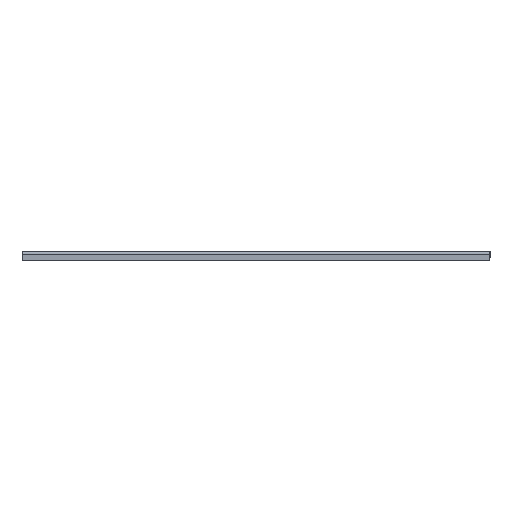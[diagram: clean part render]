
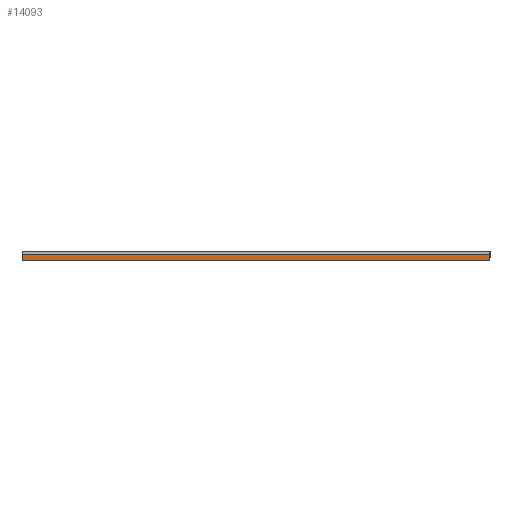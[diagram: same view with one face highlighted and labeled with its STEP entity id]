
A CAD part, front view. The second image highlights one B-rep face of the part: STEP entity #14093.
In plain terms, the highlighted planar face has unit normal (0, -1, 0).
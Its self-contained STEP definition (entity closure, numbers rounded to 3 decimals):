
#1137 = DIRECTION ( 'NONE',  ( 1., 0., 0. ) ) ;
#1469 = EDGE_LOOP ( 'NONE', ( #22612, #12747, #9678, #22063 ) ) ;
#2720 = DIRECTION ( 'NONE',  ( -1., 0., 0. ) ) ;
#2898 = CARTESIAN_POINT ( 'NONE',  ( 404.8, -118.24, -2.237 ) ) ;
#5742 = CARTESIAN_POINT ( 'NONE',  ( 404.8, -118.24, -8.04 ) ) ;
#7828 = LINE ( 'NONE', #11665, #13206 ) ;
#8061 = VECTOR ( 'NONE', #24372, 1000. ) ;
#8377 = VECTOR ( 'NONE', #25497, 1000. ) ;
#8555 = FACE_OUTER_BOUND ( 'NONE', #1469, .T. ) ;
#9678 = ORIENTED_EDGE ( 'NONE', *, *, #22607, .T. ) ;
#9875 = VERTEX_POINT ( 'NONE', #2898 ) ;
#10392 = VERTEX_POINT ( 'NONE', #19262 ) ;
#10883 = EDGE_CURVE ( 'NONE', #23688, #9875, #7828, .T. ) ;
#11567 = CARTESIAN_POINT ( 'NONE',  ( 0., -118.24, -2.237 ) ) ;
#11665 = CARTESIAN_POINT ( 'NONE',  ( 404.8, -118.24, 9.61 ) ) ;
#12747 = ORIENTED_EDGE ( 'NONE', *, *, #21991, .T. ) ;
#13206 = VECTOR ( 'NONE', #26129, 1000. ) ;
#13270 = CARTESIAN_POINT ( 'NONE',  ( -13.875, -118.24, -8.04 ) ) ;
#14093 = ADVANCED_FACE ( 'NONE', ( #8555 ), #16744, .F. ) ;
#14161 = LINE ( 'NONE', #26105, #8061 ) ;
#15176 = LINE ( 'NONE', #25253, #15269 ) ;
#15269 = VECTOR ( 'NONE', #1137, 1000. ) ;
#16744 = PLANE ( 'NONE',  #26124 ) ;
#17789 = EDGE_CURVE ( 'NONE', #10392, #9875, #25761, .T. ) ;
#18208 = VERTEX_POINT ( 'NONE', #13270 ) ;
#19262 = CARTESIAN_POINT ( 'NONE',  ( -13.875, -118.24, -2.237 ) ) ;
#20868 = DIRECTION ( 'NONE',  ( 0., 1., 0. ) ) ;
#21991 = EDGE_CURVE ( 'NONE', #10392, #18208, #14161, .T. ) ;
#22063 = ORIENTED_EDGE ( 'NONE', *, *, #10883, .T. ) ;
#22607 = EDGE_CURVE ( 'NONE', #18208, #23688, #15176, .T. ) ;
#22612 = ORIENTED_EDGE ( 'NONE', *, *, #17789, .F. ) ;
#23688 = VERTEX_POINT ( 'NONE', #5742 ) ;
#24372 = DIRECTION ( 'NONE',  ( 0., 0., -1. ) ) ;
#24849 = CARTESIAN_POINT ( 'NONE',  ( 0., -118.24, 115.16 ) ) ;
#25253 = CARTESIAN_POINT ( 'NONE',  ( 404.8, -118.24, -8.04 ) ) ;
#25497 = DIRECTION ( 'NONE',  ( 1., 0., 0. ) ) ;
#25761 = LINE ( 'NONE', #11567, #8377 ) ;
#26105 = CARTESIAN_POINT ( 'NONE',  ( -13.875, -118.24, -8.04 ) ) ;
#26124 = AXIS2_PLACEMENT_3D ( 'NONE', #24849, #20868, #2720 ) ;
#26129 = DIRECTION ( 'NONE',  ( 0., 0., 1. ) ) ;
